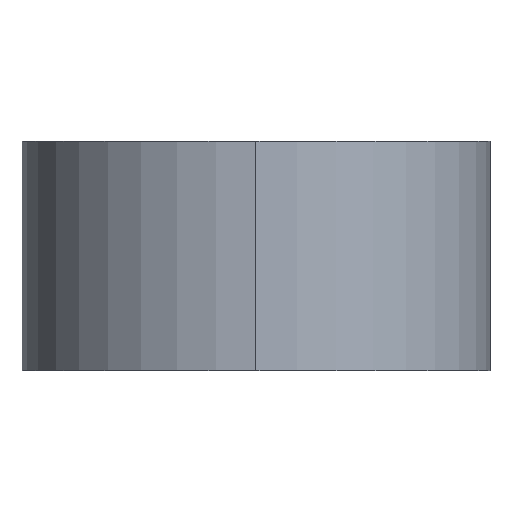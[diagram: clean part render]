
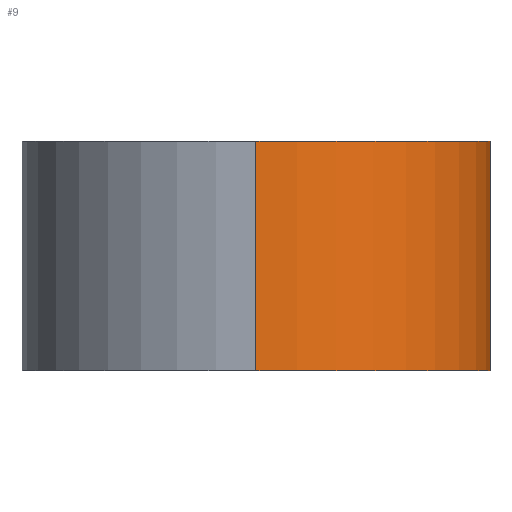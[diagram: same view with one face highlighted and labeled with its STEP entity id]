
A CAD part, left-side view. The second image highlights one B-rep face of the part: STEP entity #9.
In plain terms, the highlighted cylindrical face has radius 13.05 mm (diameter 26.1 mm), a partial arc.
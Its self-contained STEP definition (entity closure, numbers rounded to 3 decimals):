
#9 = ADVANCED_FACE ( 'NONE', ( #1035 ), #1040, .T. ) ;
#102 = EDGE_CURVE ( 'NONE', #764, #770, #114, .T. ) ;
#114 = CIRCLE ( 'NONE', #789, 13.05 ) ;
#116 = CIRCLE ( 'NONE', #814, 13.05 ) ;
#144 = EDGE_CURVE ( 'NONE', #835, #771, #116, .T. ) ;
#145 = EDGE_CURVE ( 'NONE', #835, #764, #877, .T. ) ;
#146 = EDGE_CURVE ( 'NONE', #771, #770, #880, .T. ) ;
#275 = CARTESIAN_POINT ( 'NONE',  ( 0., 0., -6.4 ) ) ;
#279 = DIRECTION ( 'NONE',  ( 0., 0., 1. ) ) ;
#280 = DIRECTION ( 'NONE',  ( 1., 0., 0. ) ) ;
#349 = CARTESIAN_POINT ( 'NONE',  ( 0., 0., 6.4 ) ) ;
#350 = DIRECTION ( 'NONE',  ( 0., 0., 1. ) ) ;
#351 = DIRECTION ( 'NONE',  ( 1., 0., 0. ) ) ;
#552 = EDGE_LOOP ( 'NONE', ( #572, #713, #567, #712 ) ) ;
#567 = ORIENTED_EDGE ( 'NONE', *, *, #102, .T. ) ;
#572 = ORIENTED_EDGE ( 'NONE', *, *, #144, .F. ) ;
#631 = CARTESIAN_POINT ( 'NONE',  ( 0., 0., 6.4 ) ) ;
#635 = DIRECTION ( 'NONE',  ( 0., 0., -1. ) ) ;
#636 = DIRECTION ( 'NONE',  ( -1., 0., 0. ) ) ;
#712 = ORIENTED_EDGE ( 'NONE', *, *, #146, .F. ) ;
#713 = ORIENTED_EDGE ( 'NONE', *, *, #145, .T. ) ;
#723 = CARTESIAN_POINT ( 'NONE',  ( -13.05, 0., 6.4 ) ) ;
#764 = VERTEX_POINT ( 'NONE', #970 ) ;
#770 = VERTEX_POINT ( 'NONE', #976 ) ;
#771 = VERTEX_POINT ( 'NONE', #977 ) ;
#772 = VECTOR ( 'NONE', #879, 1000. ) ;
#773 = VECTOR ( 'NONE', #882, 1000. ) ;
#789 = AXIS2_PLACEMENT_3D ( 'NONE', #275, #279, #280 ) ;
#814 = AXIS2_PLACEMENT_3D ( 'NONE', #349, #350, #351 ) ;
#835 = VERTEX_POINT ( 'NONE', #723 ) ;
#877 = LINE ( 'NONE', #878, #772 ) ;
#878 = CARTESIAN_POINT ( 'NONE',  ( -13.05, 0., 6.4 ) ) ;
#879 = DIRECTION ( 'NONE',  ( 0., 0., -1. ) ) ;
#880 = LINE ( 'NONE', #881, #773 ) ;
#881 = CARTESIAN_POINT ( 'NONE',  ( 0., -13.05, 6.4 ) ) ;
#882 = DIRECTION ( 'NONE',  ( 0., 0., -1. ) ) ;
#970 = CARTESIAN_POINT ( 'NONE',  ( -13.05, 0., -6.4 ) ) ;
#976 = CARTESIAN_POINT ( 'NONE',  ( 0., -13.05, -6.4 ) ) ;
#977 = CARTESIAN_POINT ( 'NONE',  ( 0., -13.05, 6.4 ) ) ;
#1033 = AXIS2_PLACEMENT_3D ( 'NONE', #631, #635, #636 ) ;
#1035 = FACE_OUTER_BOUND ( 'NONE', #552, .T. ) ;
#1040 = CYLINDRICAL_SURFACE ( 'NONE', #1033, 13.05 ) ;
